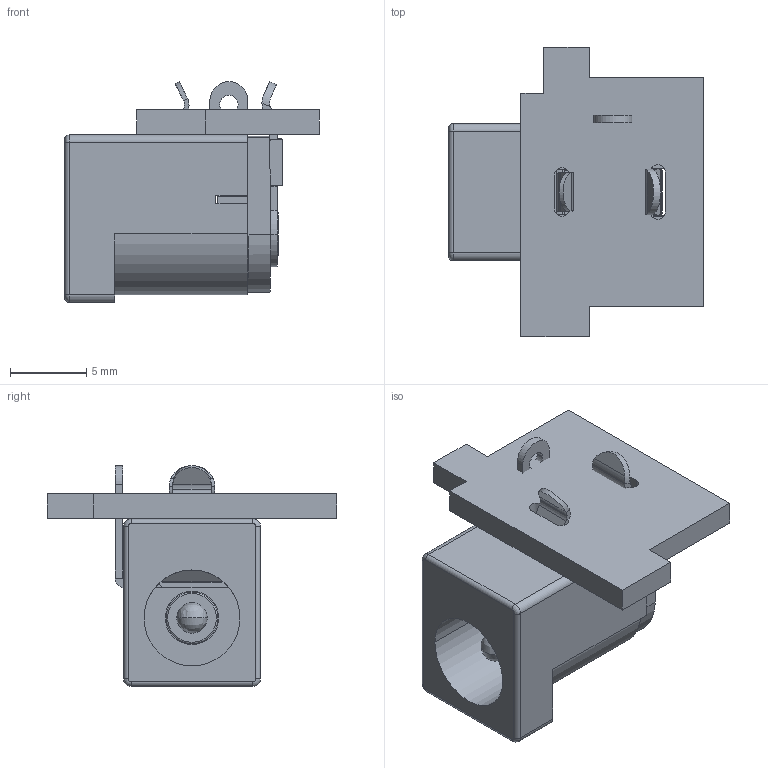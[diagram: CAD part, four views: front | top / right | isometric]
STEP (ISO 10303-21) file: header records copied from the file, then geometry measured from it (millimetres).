
FILE_DESCRIPTION(('KiCad electronic assembly'),'2;1');
FILE_NAME('dc_conn_v0.1.step','2018-12-06T21:45:11',('An Author'),( 'A Company'),'Open CASCADE STEP processor 6.9', 'KiCad to STEP converter','Unknown');
FILE_SCHEMA(('AUTOMOTIVE_DESIGN { 1 0 10303 214 1 1 1 1 }'));
Length unit declared in the file: millimetre
Products named in the file (4): Open CASCADE STEP translator 6.9 1; DCJ200-10-A-K1-K_revA; COMPOUND
Assembly tree (3 placements, depth 3):
  Open CASCADE STEP translator 6.9 1
    DCJ200-10-A-K1-K_revA
      COMPOUND
    COMPOUND
Bounding box: 16.75 x 19 x 14.51 mm (x, y, z)
Volume: 1044.4 mm3; surface area: 2193.5 mm2
Topology: 7 solids, 7 shells, 247 faces, 635 edges, 403 vertices
Faces by surface type: plane 141, cylinder 80, bspline 14, torus 6, revolution 4, cone 2
Entity records: 18404 total; most frequent: CARTESIAN_POINT 5767, DIRECTION 2305, LINE 1459, VECTOR 1459, ORIENTED_EDGE 1258, PCURVE 1258, DEFINITIONAL_REPRESENTATION 1258, EDGE_CURVE 629
